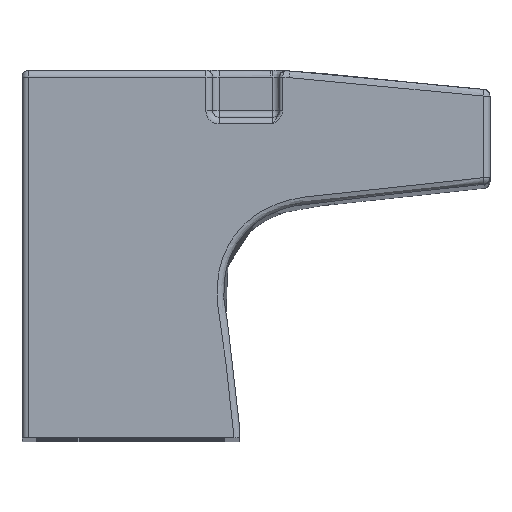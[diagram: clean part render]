
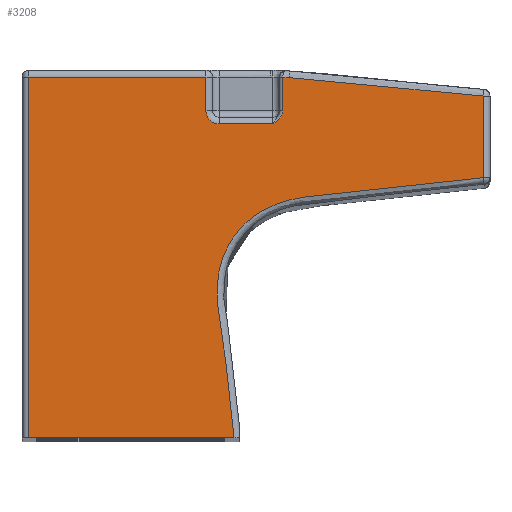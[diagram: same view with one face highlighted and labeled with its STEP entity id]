
A CAD part, top view. The second image highlights one B-rep face of the part: STEP entity #3208.
In plain terms, the highlighted planar face has unit normal (0, 0, 1).
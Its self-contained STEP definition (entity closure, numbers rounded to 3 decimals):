
#99=PLANE('',#3420);
#178=LINE('',#4568,#403);
#179=LINE('',#4696,#404);
#181=LINE('',#4720,#406);
#182=LINE('',#4724,#407);
#183=LINE('',#4726,#408);
#184=LINE('',#4728,#409);
#185=LINE('',#4730,#410);
#186=LINE('',#4759,#411);
#403=VECTOR('',#3706,10.);
#404=VECTOR('',#3709,10.);
#406=VECTOR('',#3713,10.);
#407=VECTOR('',#3716,10.);
#408=VECTOR('',#3717,10.);
#409=VECTOR('',#3718,10.);
#410=VECTOR('',#3719,10.);
#411=VECTOR('',#3720,10.);
#696=FACE_OUTER_BOUND('',#895,.T.);
#895=EDGE_LOOP('',(#2194,#2195,#2196,#2197,#2198,#2199,#2200,#2201,#2202,
#2203,#2204,#2205));
#1136=B_SPLINE_CURVE_WITH_KNOTS('',3,(#4551,#4552,#4553,#4554,#4555,#4556,
#4557,#4558,#4559,#4560,#4561,#4562),.UNSPECIFIED.,.F.,.F.,(4,2,1,1,1,1,
1,1,4),(-0.001,0.,0.051,0.103,0.154,
0.18,0.205,0.231,0.256),
 .UNSPECIFIED.);
#1143=B_SPLINE_CURVE_WITH_KNOTS('',3,(#4732,#4733,#4734,#4735,#4736,#4737,
#4738,#4739,#4740,#4741,#4742,#4743,#4744,#4745,#4746,#4747,#4748,#4749,
#4750,#4751,#4752,#4753,#4754,#4755,#4756,#4757),.UNSPECIFIED.,.F.,.F.,
(4,1,2,1,2,1,1,2,1,1,2,1,2,1,1,1,2,4),(0.09,0.749,
1.928,2.255,2.692,3.02,3.269,
3.701,4.121,4.363,4.436,4.782,
5.243,5.256,5.364,5.436,5.692,
7.09),.UNSPECIFIED.);
#1144=B_SPLINE_CURVE_WITH_KNOTS('',3,(#4760,#4761,#4762,#4763,#4764,#4765,
#4766,#4767),.UNSPECIFIED.,.F.,.F.,(4,1,1,2,4),(0.283,0.883,
0.895,1.358,3.196),.UNSPECIFIED.);
#1281=CIRCLE('',#3421,2.);
#1379=VERTEX_POINT('',#4535);
#1381=VERTEX_POINT('',#4538);
#1382=VERTEX_POINT('',#4564);
#1388=VERTEX_POINT('',#4695);
#1390=VERTEX_POINT('',#4719);
#1391=VERTEX_POINT('',#4721);
#1392=VERTEX_POINT('',#4723);
#1393=VERTEX_POINT('',#4725);
#1394=VERTEX_POINT('',#4727);
#1395=VERTEX_POINT('',#4729);
#1396=VERTEX_POINT('',#4731);
#1397=VERTEX_POINT('',#4758);
#1683=EDGE_CURVE('',#1381,#1379,#1136,.T.);
#1686=EDGE_CURVE('',#1379,#1382,#178,.T.);
#1693=EDGE_CURVE('',#1388,#1382,#179,.T.);
#1696=EDGE_CURVE('',#1390,#1381,#181,.T.);
#1697=EDGE_CURVE('',#1391,#1390,#1281,.T.);
#1698=EDGE_CURVE('',#1392,#1391,#182,.T.);
#1699=EDGE_CURVE('',#1393,#1392,#183,.T.);
#1700=EDGE_CURVE('',#1394,#1393,#184,.T.);
#1701=EDGE_CURVE('',#1395,#1394,#185,.T.);
#1702=EDGE_CURVE('',#1396,#1395,#1143,.T.);
#1703=EDGE_CURVE('',#1397,#1396,#186,.T.);
#1704=EDGE_CURVE('',#1388,#1397,#1144,.T.);
#2194=ORIENTED_EDGE('',*,*,#1686,.F.);
#2195=ORIENTED_EDGE('',*,*,#1683,.F.);
#2196=ORIENTED_EDGE('',*,*,#1696,.F.);
#2197=ORIENTED_EDGE('',*,*,#1697,.F.);
#2198=ORIENTED_EDGE('',*,*,#1698,.F.);
#2199=ORIENTED_EDGE('',*,*,#1699,.F.);
#2200=ORIENTED_EDGE('',*,*,#1700,.F.);
#2201=ORIENTED_EDGE('',*,*,#1701,.F.);
#2202=ORIENTED_EDGE('',*,*,#1702,.F.);
#2203=ORIENTED_EDGE('',*,*,#1703,.F.);
#2204=ORIENTED_EDGE('',*,*,#1704,.F.);
#2205=ORIENTED_EDGE('',*,*,#1693,.T.);
#3208=ADVANCED_FACE('',(#696),#99,.T.);
#3420=AXIS2_PLACEMENT_3D('',#4718,#3711,#3712);
#3421=AXIS2_PLACEMENT_3D('',#4722,#3714,#3715);
#3706=DIRECTION('',(0.,1.,0.));
#3709=DIRECTION('',(-1.,0.,0.));
#3711=DIRECTION('center_axis',(0.,0.,1.));
#3712=DIRECTION('ref_axis',(-1.,0.,0.));
#3713=DIRECTION('',(1.,0.,0.));
#3714=DIRECTION('center_axis',(0.,0.,1.));
#3715=DIRECTION('ref_axis',(-0.707,-0.707,0.));
#3716=DIRECTION('',(0.,-1.,0.));
#3717=DIRECTION('',(1.,0.,0.));
#3718=DIRECTION('',(0.,1.,0.));
#3719=DIRECTION('',(-1.,0.,0.));
#3720=DIRECTION('',(0.,-1.,0.));
#4535=CARTESIAN_POINT('',(-241.,-40.114,188.));
#4538=CARTESIAN_POINT('',(-242.5,-42.05,188.));
#4551=CARTESIAN_POINT('Ctrl Pts',(-242.5,-42.05,188.));
#4552=CARTESIAN_POINT('Ctrl Pts',(-242.498,-42.049,188.));
#4553=CARTESIAN_POINT('Ctrl Pts',(-242.497,-42.048,188.));
#4554=CARTESIAN_POINT('Ctrl Pts',(-242.347,-41.962,188.));
#4555=CARTESIAN_POINT('Ctrl Pts',(-242.051,-41.791,188.));
#4556=CARTESIAN_POINT('Ctrl Pts',(-241.633,-41.48,188.));
#4557=CARTESIAN_POINT('Ctrl Pts',(-241.348,-41.161,188.));
#4558=CARTESIAN_POINT('Ctrl Pts',(-241.172,-40.861,188.));
#4559=CARTESIAN_POINT('Ctrl Pts',(-241.075,-40.624,188.));
#4560=CARTESIAN_POINT('Ctrl Pts',(-241.014,-40.371,188.));
#4561=CARTESIAN_POINT('Ctrl Pts',(-241.,-40.199,188.));
#4562=CARTESIAN_POINT('Ctrl Pts',(-241.,-40.114,188.));
#4564=CARTESIAN_POINT('',(-241.,-35.141,188.));
#4568=CARTESIAN_POINT('',(-241.,-60.525,188.));
#4695=CARTESIAN_POINT('',(-240.,-35.141,188.));
#4696=CARTESIAN_POINT('',(-240.,-35.141,188.));
#4718=CARTESIAN_POINT('Origin',(-247.5,-87.,188.));
#4719=CARTESIAN_POINT('',(-250.5,-42.05,188.));
#4720=CARTESIAN_POINT('',(-244.5,-42.05,188.));
#4721=CARTESIAN_POINT('',(-252.5,-40.05,188.));
#4722=CARTESIAN_POINT('Origin',(-250.5,-40.05,188.));
#4723=CARTESIAN_POINT('',(-252.5,-35.05,188.));
#4724=CARTESIAN_POINT('',(-252.5,-64.025,188.));
#4725=CARTESIAN_POINT('',(-279.,-35.05,188.));
#4726=CARTESIAN_POINT('',(-263.75,-35.05,188.));
#4727=CARTESIAN_POINT('',(-279.,-89.,188.));
#4728=CARTESIAN_POINT('',(-279.,-87.,188.));
#4729=CARTESIAN_POINT('',(-248.291,-89.,188.));
#4730=CARTESIAN_POINT('',(-210.,-89.,188.));
#4731=CARTESIAN_POINT('',(-211.,-50.102,188.));
#4732=CARTESIAN_POINT('Ctrl Pts',(-211.,-50.102,188.));
#4733=CARTESIAN_POINT('Ctrl Pts',(-213.185,-50.337,188.));
#4734=CARTESIAN_POINT('Ctrl Pts',(-219.276,-50.992,188.));
#4735=CARTESIAN_POINT('Ctrl Pts',(-225.368,-51.647,188.));
#4736=CARTESIAN_POINT('Ctrl Pts',(-230.36,-52.184,188.));
#4737=CARTESIAN_POINT('Ctrl Pts',(-232.887,-52.518,188.));
#4738=CARTESIAN_POINT('Ctrl Pts',(-235.422,-52.779,188.));
#4739=CARTESIAN_POINT('Ctrl Pts',(-237.961,-52.996,188.));
#4740=CARTESIAN_POINT('Ctrl Pts',(-239.873,-53.33,188.));
#4741=CARTESIAN_POINT('Ctrl Pts',(-243.084,-54.437,188.));
#4742=CARTESIAN_POINT('Ctrl Pts',(-245.067,-55.597,188.));
#4743=CARTESIAN_POINT('Ctrl Pts',(-247.222,-57.488,188.));
#4744=CARTESIAN_POINT('Ctrl Pts',(-248.663,-59.189,188.));
#4745=CARTESIAN_POINT('Ctrl Pts',(-249.758,-61.425,188.));
#4746=CARTESIAN_POINT('Ctrl Pts',(-250.104,-62.421,188.));
#4747=CARTESIAN_POINT('Ctrl Pts',(-250.523,-63.754,188.));
#4748=CARTESIAN_POINT('Ctrl Pts',(-251.,-66.456,188.));
#4749=CARTESIAN_POINT('Ctrl Pts',(-250.776,-69.153,188.));
#4750=CARTESIAN_POINT('Ctrl Pts',(-250.488,-70.707,188.));
#4751=CARTESIAN_POINT('Ctrl Pts',(-250.415,-71.103,188.));
#4752=CARTESIAN_POINT('Ctrl Pts',(-250.289,-71.733,188.));
#4753=CARTESIAN_POINT('Ctrl Pts',(-250.02,-73.166,188.));
#4754=CARTESIAN_POINT('Ctrl Pts',(-249.876,-74.256,188.));
#4755=CARTESIAN_POINT('Ctrl Pts',(-249.286,-79.742,188.));
#4756=CARTESIAN_POINT('Ctrl Pts',(-248.789,-84.369,188.));
#4757=CARTESIAN_POINT('Ctrl Pts',(-248.291,-89.,188.));
#4758=CARTESIAN_POINT('',(-211.,-37.898,188.));
#4759=CARTESIAN_POINT('',(-211.,-65.5,188.));
#4760=CARTESIAN_POINT('Ctrl Pts',(-240.,-35.141,188.));
#4761=CARTESIAN_POINT('Ctrl Pts',(-238.003,-35.247,188.));
#4762=CARTESIAN_POINT('Ctrl Pts',(-235.965,-35.354,188.));
#4763=CARTESIAN_POINT('Ctrl Pts',(-232.389,-35.622,188.));
#4764=CARTESIAN_POINT('Ctrl Pts',(-230.809,-35.768,188.));
#4765=CARTESIAN_POINT('Ctrl Pts',(-223.18,-36.588,188.));
#4766=CARTESIAN_POINT('Ctrl Pts',(-217.091,-37.243,188.));
#4767=CARTESIAN_POINT('Ctrl Pts',(-211.,-37.898,188.));
